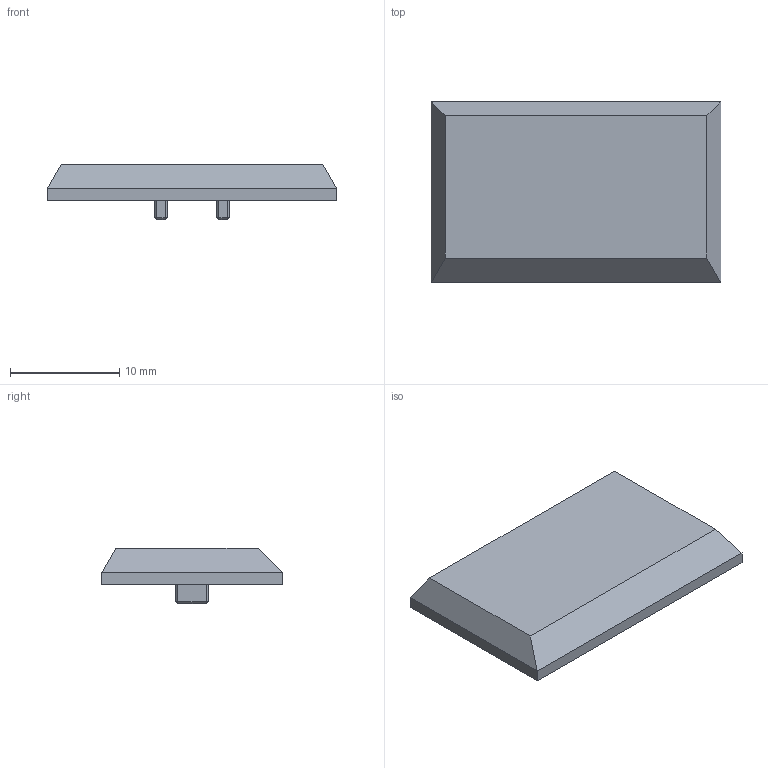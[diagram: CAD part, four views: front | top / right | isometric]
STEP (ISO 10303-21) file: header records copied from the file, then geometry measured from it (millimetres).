
FILE_DESCRIPTION(/* description */ (''),/* implementation_level */ '2;1');
FILE_NAME(/* name */ 'Kailh LP Choc PC Keycap 1.5U.step',/* time_stamp */ '2021-03-11T17:40:58+09:00',/* author */ (''),/* organization */ (''),/* preprocessor_version */ 'ST-DEVELOPER v18.1',/* originating_system */ 'Autodesk Translation Framework v9.10.0.1330',/* authorisation */ '');
FILE_SCHEMA (('AUTOMOTIVE_DESIGN { 1 0 10303 214 3 1 1 }'));
Length unit declared in the file: millimetre
Products named in the file (1): Kailh LP Choc PC Keycap 1.5U
Bounding box: 26.5 x 16.5 x 5.1 mm (x, y, z)
Volume: 435.9 mm3; surface area: 1277.3 mm2
Topology: 1 solids, 1 shells, 88 faces, 218 edges, 134 vertices
Faces by surface type: plane 88
Entity records: 2550 total; most frequent: CARTESIAN_POINT 441, ORIENTED_EDGE 436, DIRECTION 396, LINE 218, VECTOR 218, EDGE_CURVE 218, VERTEX_POINT 134, EDGE_LOOP 90
